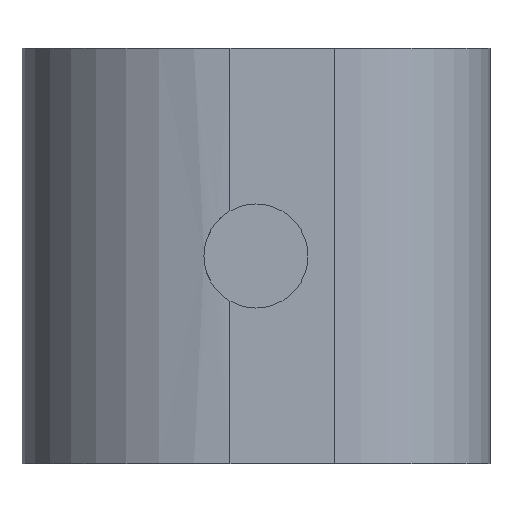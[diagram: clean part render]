
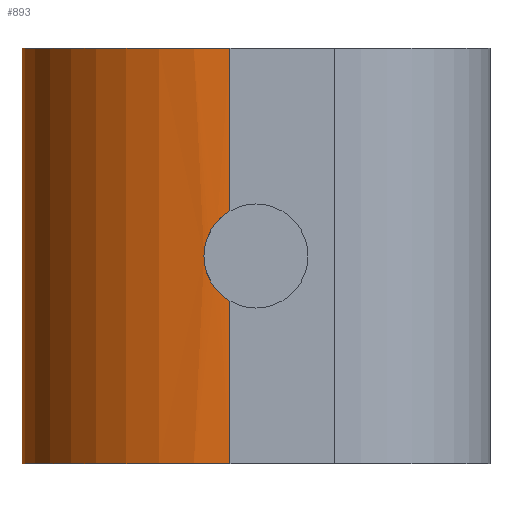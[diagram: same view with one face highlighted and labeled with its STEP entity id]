
A CAD part, left-side view. The second image highlights one B-rep face of the part: STEP entity #893.
In plain terms, the highlighted cylindrical face has radius 20 mm (diameter 40 mm), a partial arc.
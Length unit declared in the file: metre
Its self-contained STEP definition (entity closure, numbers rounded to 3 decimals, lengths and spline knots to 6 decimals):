
#21=B_SPLINE_CURVE_WITH_KNOTS('',3,(#1464,#1465,#1466,#1467,#1468,#1469,
#1470),.UNSPECIFIED.,.F.,.F.,(4,1,1,1,4),(0.,0.002606,
0.005212,0.007818,0.010424),
 .UNSPECIFIED.);
#31=CYLINDRICAL_SURFACE('',#970,0.02);
#40=CIRCLE('',#916,0.02);
#49=CIRCLE('',#936,0.02);
#300=ORIENTED_EDGE('',*,*,#435,.F.);
#301=ORIENTED_EDGE('',*,*,#431,.T.);
#302=ORIENTED_EDGE('',*,*,#395,.T.);
#303=ORIENTED_EDGE('',*,*,#422,.F.);
#304=ORIENTED_EDGE('',*,*,#334,.T.);
#305=ORIENTED_EDGE('',*,*,#430,.T.);
#334=EDGE_CURVE('',#461,#460,#40,.T.);
#395=EDGE_CURVE('',#508,#507,#49,.T.);
#422=EDGE_CURVE('',#461,#507,#619,.T.);
#430=EDGE_CURVE('',#460,#525,#624,.T.);
#431=EDGE_CURVE('',#526,#508,#625,.T.);
#435=EDGE_CURVE('',#526,#525,#21,.T.);
#460=VERTEX_POINT('',#1253);
#461=VERTEX_POINT('',#1255);
#507=VERTEX_POINT('',#1372);
#508=VERTEX_POINT('',#1374);
#525=VERTEX_POINT('',#1451);
#526=VERTEX_POINT('',#1452);
#619=LINE('',#1427,#719);
#624=LINE('',#1453,#724);
#625=LINE('',#1454,#725);
#719=VECTOR('',#1154,1.);
#724=VECTOR('',#1181,1.);
#725=VECTOR('',#1182,1.);
#773=EDGE_LOOP('',(#300,#301,#302,#303,#304,#305));
#823=FACE_BOUND('',#773,.T.);
#893=ADVANCED_FACE('',(#823),#31,.T.);
#916=AXIS2_PLACEMENT_3D('',#1254,#1007,#1008);
#936=AXIS2_PLACEMENT_3D('',#1373,#1099,#1100);
#970=AXIS2_PLACEMENT_3D('',#1471,#1197,#1198);
#1007=DIRECTION('',(0.,0.,1.));
#1008=DIRECTION('',(-1.,0.,0.));
#1099=DIRECTION('',(0.,0.,-1.));
#1100=DIRECTION('',(-1.,0.,0.));
#1154=DIRECTION('',(0.,0.,1.));
#1181=DIRECTION('',(0.,0.,1.));
#1182=DIRECTION('',(0.,0.,1.));
#1197=DIRECTION('',(0.,0.,-1.));
#1198=DIRECTION('',(-1.,0.,0.));
#1253=CARTESIAN_POINT('',(-0.03,0.01,-0.02));
#1254=CARTESIAN_POINT('',(-0.01,0.01,-0.02));
#1255=CARTESIAN_POINT('',(-0.01,0.03,-0.02));
#1372=CARTESIAN_POINT('',(-0.01,0.03,0.02));
#1373=CARTESIAN_POINT('',(-0.01,0.01,0.02));
#1374=CARTESIAN_POINT('',(-0.03,0.01,0.02));
#1427=CARTESIAN_POINT('',(-0.01,0.03,0.));
#1451=CARTESIAN_POINT('',(-0.03,0.01,-0.00433));
#1452=CARTESIAN_POINT('',(-0.03,0.01,0.00433));
#1453=CARTESIAN_POINT('',(-0.03,0.01,0.));
#1454=CARTESIAN_POINT('',(-0.03,0.01,0.));
#1464=CARTESIAN_POINT('',(-0.03,0.01,0.00433));
#1465=CARTESIAN_POINT('',(-0.03,0.010763,0.003889));
#1466=CARTESIAN_POINT('',(-0.029911,0.012028,0.002621));
#1467=CARTESIAN_POINT('',(-0.029809,0.012735,-0.000001));
#1468=CARTESIAN_POINT('',(-0.02991,0.012032,-0.002613));
#1469=CARTESIAN_POINT('',(-0.03,0.010763,-0.003889));
#1470=CARTESIAN_POINT('',(-0.03,0.01,-0.00433));
#1471=CARTESIAN_POINT('',(-0.01,0.01,0.));
